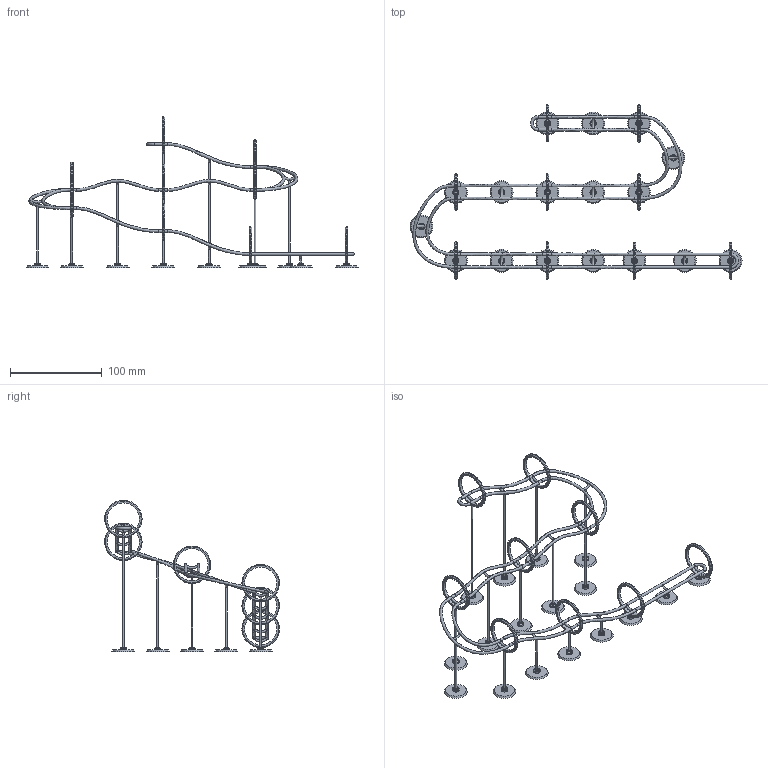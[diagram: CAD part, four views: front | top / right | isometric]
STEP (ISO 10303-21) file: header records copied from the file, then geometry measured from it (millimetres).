
FILE_DESCRIPTION(/* description */ ('STEP AP242','CAx-IF Rec.Pracs.---Representation and Presentation of Product Manufacturing Information (PMI)---4.0---2014-10-13','CAx-IF Rec.Pracs.---3D Tessellated Geometry---0.4---2014-09-14','2;1'),/* implementation_level */ '2;1');
FILE_NAME(/* name */ '667755169992a80162b29f35',/* time_stamp */ '2024-06-22T22:49:58Z',/* author */ (''),/* organization */ (''),/* preprocessor_version */ 'ST-DEVELOPER v20',/* originating_system */ ' ',/* authorisation */ ' ');
FILE_SCHEMA (('AP242_MANAGED_MODEL_BASED_3D_ENGINEERING_MIM_LF { 1 0 10303 442 1 1 4 }'));
Length unit declared in the file: metre
Products named in the file (1): Part 1
Bounding box: 362.5 x 190.99 x 165.5 mm (x, y, z)
Volume: 42481.3 mm3; surface area: 55295.5 mm2
Topology: 1 solids, 1 shells, 231 faces, 580 edges, 381 vertices
Faces by surface type: cylinder 74, plane 71, cone 52, torus 19, bspline 15
Full cylindrical faces by diameter (mm): 2 x24, 3 x15, 7 x17, 35 x9
Entity records: 9785 total; most frequent: CARTESIAN_POINT 3979, DIRECTION 806, ORIENTED_EDGE 632, EDGE_LOOP 476, FACE_BOUND 476, AXIS2_PLACEMENT_3D 401, EDGE_CURVE 316, VERTEX_POINT 278
